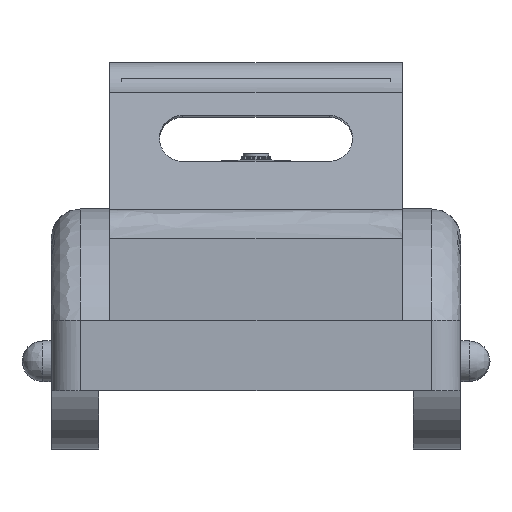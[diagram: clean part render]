
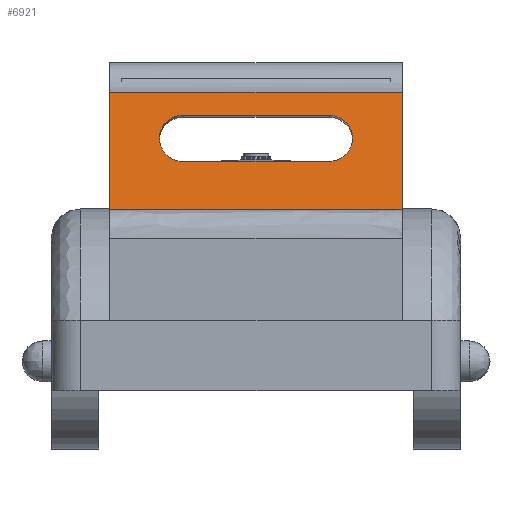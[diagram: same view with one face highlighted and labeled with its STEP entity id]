
A CAD part, front view. The second image highlights one B-rep face of the part: STEP entity #6921.
In plain terms, the highlighted free-form (B-spline) face has degree [1, 1] with [2, 2] control points.
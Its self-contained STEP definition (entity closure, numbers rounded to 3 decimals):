
#6677 = VERTEX_POINT('',#6678);
#6678 = CARTESIAN_POINT('',(13.13,-70.552,
    43.13));
#6683 = EDGE_CURVE('',#6684,#6677,#6686,.T.);
#6684 = VERTEX_POINT('',#6685);
#6685 = CARTESIAN_POINT('',(-13.13,-70.552,
    43.13));
#6686 = B_SPLINE_CURVE_WITH_KNOTS('',1,(#6687,#6688),.UNSPECIFIED.,.F.,
  .F.,(2,2),(-6.25,18.75),.PIECEWISE_BEZIER_KNOTS.);
#6687 = CARTESIAN_POINT('',(-13.13,-70.552,
    43.13));
#6688 = CARTESIAN_POINT('',(13.13,-70.552,
    43.13));
#6704 = VERTEX_POINT('',#6705);
#6705 = CARTESIAN_POINT('',(-13.13,-72.011,
    34.854));
#6710 = EDGE_CURVE('',#6704,#6684,#6711,.T.);
#6711 = ( BOUNDED_CURVE() B_SPLINE_CURVE(2,(#6712,#6713,#6714,#6715,
#6716),.UNSPECIFIED.,.F.,.F.) B_SPLINE_CURVE_WITH_KNOTS((3,2,3),(
    3.142,4.712,6.283),
.PIECEWISE_BEZIER_KNOTS.) CURVE() GEOMETRIC_REPRESENTATION_ITEM() 
RATIONAL_B_SPLINE_CURVE((1.,0.707,1.,0.707,1.)) 
REPRESENTATION_ITEM('') );
#6712 = CARTESIAN_POINT('',(-13.13,-72.011,
    34.854));
#6713 = CARTESIAN_POINT('',(-17.331,-72.011,
    34.854));
#6714 = CARTESIAN_POINT('',(-17.331,-71.282,
    38.992));
#6715 = CARTESIAN_POINT('',(-17.331,-70.552,
    43.13));
#6716 = CARTESIAN_POINT('',(-13.13,-70.552,
    43.13));
#6736 = EDGE_CURVE('',#6737,#6704,#6739,.T.);
#6737 = VERTEX_POINT('',#6738);
#6738 = CARTESIAN_POINT('',(13.13,-72.011,
    34.854));
#6739 = B_SPLINE_CURVE_WITH_KNOTS('',1,(#6740,#6741),.UNSPECIFIED.,.F.,
  .F.,(2,2),(-6.25,18.75),.PIECEWISE_BEZIER_KNOTS.);
#6740 = CARTESIAN_POINT('',(13.13,-72.011,
    34.854));
#6741 = CARTESIAN_POINT('',(-13.13,-72.011,
    34.854));
#6757 = EDGE_CURVE('',#6677,#6737,#6758,.T.);
#6758 = ( BOUNDED_CURVE() B_SPLINE_CURVE(2,(#6759,#6760,#6761,#6762,
#6763),.UNSPECIFIED.,.F.,.F.) B_SPLINE_CURVE_WITH_KNOTS((3,2,3),(
    3.142,4.712,6.283),
.PIECEWISE_BEZIER_KNOTS.) CURVE() GEOMETRIC_REPRESENTATION_ITEM() 
RATIONAL_B_SPLINE_CURVE((1.,0.707,1.,0.707,1.)) 
REPRESENTATION_ITEM('') );
#6759 = CARTESIAN_POINT('',(13.13,-70.552,
    43.13));
#6760 = CARTESIAN_POINT('',(17.331,-70.552,
    43.13));
#6761 = CARTESIAN_POINT('',(17.331,-71.282,
    38.992));
#6762 = CARTESIAN_POINT('',(17.331,-72.011,
    34.854));
#6763 = CARTESIAN_POINT('',(13.13,-72.011,
    34.854));
#6848 = VERTEX_POINT('',#6849);
#6849 = CARTESIAN_POINT('',(-26.26,-69.823,
    47.267));
#6854 = EDGE_CURVE('',#6855,#6848,#6857,.T.);
#6855 = VERTEX_POINT('',#6856);
#6856 = CARTESIAN_POINT('',(26.26,-69.823,
    47.267));
#6857 = B_SPLINE_CURVE_WITH_KNOTS('',1,(#6858,#6859),.UNSPECIFIED.,.F.,
  .F.,(2,2),(-25.,25.),.PIECEWISE_BEZIER_KNOTS.);
#6858 = CARTESIAN_POINT('',(26.26,-69.823,
    47.267));
#6859 = CARTESIAN_POINT('',(-26.26,-69.823,
    47.267));
#6877 = EDGE_CURVE('',#6878,#6848,#6880,.T.);
#6878 = VERTEX_POINT('',#6879);
#6879 = CARTESIAN_POINT('',(-26.26,-73.527,
    26.26));
#6880 = B_SPLINE_CURVE_WITH_KNOTS('',1,(#6881,#6882),.UNSPECIFIED.,.F.,
  .F.,(2,2),(0.,20.309),.PIECEWISE_BEZIER_KNOTS.);
#6881 = CARTESIAN_POINT('',(-26.26,-73.527,
    26.26));
#6882 = CARTESIAN_POINT('',(-26.26,-69.823,
    47.267));
#6901 = VERTEX_POINT('',#6902);
#6902 = CARTESIAN_POINT('',(26.26,-73.527,
    26.26));
#6907 = EDGE_CURVE('',#6878,#6901,#6908,.T.);
#6908 = B_SPLINE_CURVE_WITH_KNOTS('',1,(#6909,#6910),.UNSPECIFIED.,.F.,
  .F.,(2,2),(-25.,25.),.PIECEWISE_BEZIER_KNOTS.);
#6909 = CARTESIAN_POINT('',(-26.26,-73.527,
    26.26));
#6910 = CARTESIAN_POINT('',(26.26,-73.527,
    26.26));
#6921 = ADVANCED_FACE('',(#6922,#6932),#6938,.T.);
#6922 = FACE_BOUND('',#6923,.T.);
#6923 = EDGE_LOOP('',(#6924,#6925,#6930,#6931));
#6924 = ORIENTED_EDGE('',*,*,#6907,.T.);
#6925 = ORIENTED_EDGE('',*,*,#6926,.F.);
#6926 = EDGE_CURVE('',#6855,#6901,#6927,.T.);
#6927 = B_SPLINE_CURVE_WITH_KNOTS('',1,(#6928,#6929),.UNSPECIFIED.,.F.,
  .F.,(2,2),(-20.309,0.),.PIECEWISE_BEZIER_KNOTS.);
#6928 = CARTESIAN_POINT('',(26.26,-69.823,
    47.267));
#6929 = CARTESIAN_POINT('',(26.26,-73.527,
    26.26));
#6930 = ORIENTED_EDGE('',*,*,#6854,.T.);
#6931 = ORIENTED_EDGE('',*,*,#6877,.F.);
#6932 = FACE_BOUND('',#6933,.T.);
#6933 = EDGE_LOOP('',(#6934,#6935,#6936,#6937));
#6934 = ORIENTED_EDGE('',*,*,#6736,.T.);
#6935 = ORIENTED_EDGE('',*,*,#6710,.T.);
#6936 = ORIENTED_EDGE('',*,*,#6683,.T.);
#6937 = ORIENTED_EDGE('',*,*,#6757,.T.);
#6938 = B_SPLINE_SURFACE_WITH_KNOTS('',1,1,(
    (#6939,#6940)
    ,(#6941,#6942
    )),.UNSPECIFIED.,.F.,.F.,.F.,(2,2),(2,2),(0.,
    20.309),(-25.,25.),.PIECEWISE_BEZIER_KNOTS.);
#6939 = CARTESIAN_POINT('',(-26.26,-69.823,
    47.267));
#6940 = CARTESIAN_POINT('',(26.26,-69.823,
    47.267));
#6941 = CARTESIAN_POINT('',(-26.26,-73.527,
    26.26));
#6942 = CARTESIAN_POINT('',(26.26,-73.527,
    26.26));
